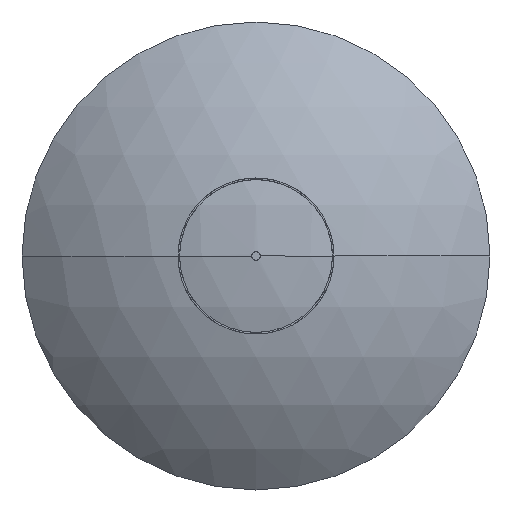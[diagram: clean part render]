
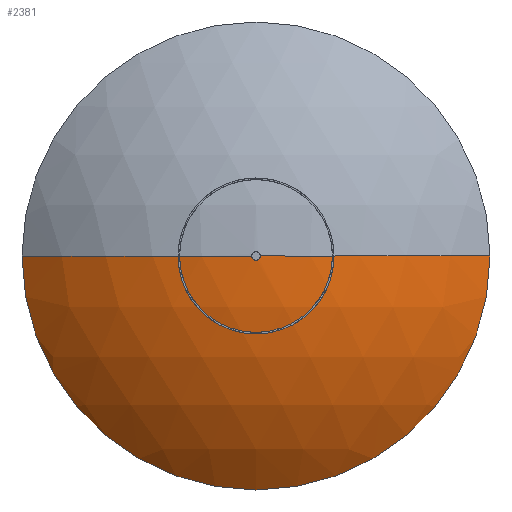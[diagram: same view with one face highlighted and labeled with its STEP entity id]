
A CAD part, front view. The second image highlights one B-rep face of the part: STEP entity #2381.
In plain terms, the highlighted spherical face has radius 1123.47 mm.
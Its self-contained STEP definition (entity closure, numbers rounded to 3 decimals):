
#30 = CARTESIAN_POINT ( 'NONE',  ( 0., 0.081, -13.5 ) ) ;
#62 = AXIS2_PLACEMENT_3D ( 'NONE', #1639, #877, #2057 ) ;
#68 = EDGE_CURVE ( 'NONE', #571, #2352, #1204, .T. ) ;
#119 = CARTESIAN_POINT ( 'NONE',  ( 0., 1123.465, 0. ) ) ;
#144 = DIRECTION ( 'NONE',  ( 0., 0., 1. ) ) ;
#181 = DIRECTION ( 'NONE',  ( 0., 0., 1. ) ) ;
#221 = AXIS2_PLACEMENT_3D ( 'NONE', #119, #144, #1717 ) ;
#251 = DIRECTION ( 'NONE',  ( -1., 0., 0. ) ) ;
#263 = CIRCLE ( 'NONE', #432, 13.5 ) ;
#430 = EDGE_CURVE ( 'NONE', #1843, #571, #1612, .T. ) ;
#432 = AXIS2_PLACEMENT_3D ( 'NONE', #1315, #2333, #181 ) ;
#517 = FACE_OUTER_BOUND ( 'NONE', #1932, .T. ) ;
#571 = VERTEX_POINT ( 'NONE', #1164 ) ;
#609 = CARTESIAN_POINT ( 'NONE',  ( 0., 287., 0. ) ) ;
#656 = DIRECTION ( 'NONE',  ( 0., 1., 0. ) ) ;
#692 = DIRECTION ( 'NONE',  ( 0., 0., 1. ) ) ;
#714 = EDGE_CURVE ( 'NONE', #2344, #2352, #2403, .T. ) ;
#728 = CARTESIAN_POINT ( 'NONE',  ( -750., 287., 0. ) ) ;
#729 = DIRECTION ( 'NONE',  ( 0., -1., 0. ) ) ;
#789 = ORIENTED_EDGE ( 'NONE', *, *, #1275, .F. ) ;
#877 = DIRECTION ( 'NONE',  ( 0., 0., 1. ) ) ;
#1071 = ORIENTED_EDGE ( 'NONE', *, *, #2490, .F. ) ;
#1124 = CARTESIAN_POINT ( 'NONE',  ( 0., 1123.465, 0. ) ) ;
#1164 = CARTESIAN_POINT ( 'NONE',  ( 750., 287., 0. ) ) ;
#1204 = CIRCLE ( 'NONE', #2485, 750. ) ;
#1257 = CARTESIAN_POINT ( 'NONE',  ( 13.5, 0.081, 0. ) ) ;
#1275 = EDGE_CURVE ( 'NONE', #2547, #1843, #2410, .T. ) ;
#1296 = AXIS2_PLACEMENT_3D ( 'NONE', #1668, #729, #692 ) ;
#1304 = SPHERICAL_SURFACE ( 'NONE', #62, 1123.465 ) ;
#1315 = CARTESIAN_POINT ( 'NONE',  ( 0., 0.081, 0. ) ) ;
#1531 = ORIENTED_EDGE ( 'NONE', *, *, #68, .F. ) ;
#1538 = AXIS2_PLACEMENT_3D ( 'NONE', #1124, #1909, #2521 ) ;
#1612 = CIRCLE ( 'NONE', #221, 1123.465 ) ;
#1639 = CARTESIAN_POINT ( 'NONE',  ( 0., 1123.465, 0. ) ) ;
#1668 = CARTESIAN_POINT ( 'NONE',  ( 0., 0.081, 0. ) ) ;
#1717 = DIRECTION ( 'NONE',  ( 1., 0., 0. ) ) ;
#1843 = VERTEX_POINT ( 'NONE', #1257 ) ;
#1881 = ORIENTED_EDGE ( 'NONE', *, *, #714, .T. ) ;
#1909 = DIRECTION ( 'NONE',  ( 0., 0., -1. ) ) ;
#1932 = EDGE_LOOP ( 'NONE', ( #2244, #789, #1071, #1881, #1531 ) ) ;
#2057 = DIRECTION ( 'NONE',  ( -1., 0., 0. ) ) ;
#2072 = CARTESIAN_POINT ( 'NONE',  ( -13.5, 0.081, 0. ) ) ;
#2244 = ORIENTED_EDGE ( 'NONE', *, *, #430, .F. ) ;
#2333 = DIRECTION ( 'NONE',  ( 0., -1., 0. ) ) ;
#2344 = VERTEX_POINT ( 'NONE', #2072 ) ;
#2352 = VERTEX_POINT ( 'NONE', #728 ) ;
#2381 = ADVANCED_FACE ( 'NONE', ( #517 ), #1304, .T. ) ;
#2403 = CIRCLE ( 'NONE', #1538, 1123.465 ) ;
#2410 = CIRCLE ( 'NONE', #1296, 13.5 ) ;
#2485 = AXIS2_PLACEMENT_3D ( 'NONE', #609, #656, #251 ) ;
#2490 = EDGE_CURVE ( 'NONE', #2344, #2547, #263, .T. ) ;
#2521 = DIRECTION ( 'NONE',  ( -1., 0., 0. ) ) ;
#2547 = VERTEX_POINT ( 'NONE', #30 ) ;
